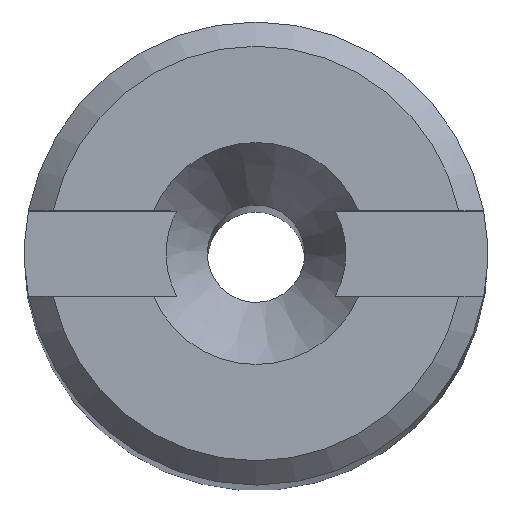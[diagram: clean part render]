
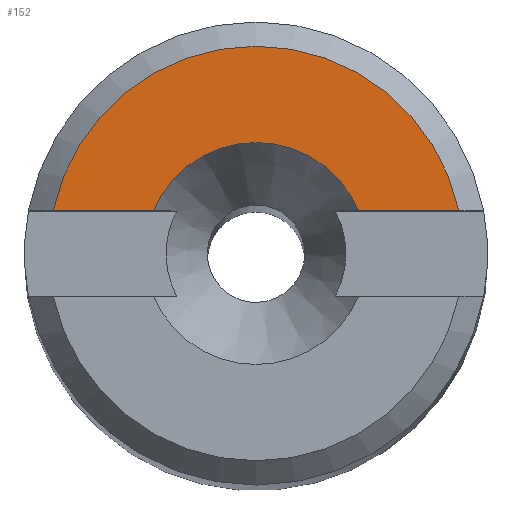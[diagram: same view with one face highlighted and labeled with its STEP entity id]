
A CAD part, top view. The second image highlights one B-rep face of the part: STEP entity #152.
In plain terms, the highlighted planar face has unit normal (0, 0, 1).
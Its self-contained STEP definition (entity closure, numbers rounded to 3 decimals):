
#152=ADVANCED_FACE('',(#205),#194,.F.);
#194=PLANE('',#725);
#205=FACE_OUTER_BOUND('',#231,.T.);
#231=EDGE_LOOP('',(#323,#324,#325,#326));
#290=CIRCLE('',#723,8.522);
#291=CIRCLE('',#724,4.565);
#323=ORIENTED_EDGE('',*,*,#570,.F.);
#324=ORIENTED_EDGE('',*,*,#571,.F.);
#325=ORIENTED_EDGE('',*,*,#572,.F.);
#326=ORIENTED_EDGE('',*,*,#573,.F.);
#505=VERTEX_POINT('',#949);
#506=VERTEX_POINT('',#950);
#507=VERTEX_POINT('',#952);
#508=VERTEX_POINT('',#954);
#570=EDGE_CURVE('',#505,#506,#659,.T.);
#571=EDGE_CURVE('',#507,#505,#290,.T.);
#572=EDGE_CURVE('',#508,#507,#660,.T.);
#573=EDGE_CURVE('',#506,#508,#291,.T.);
#659=LINE('',#948,#674);
#660=LINE('',#953,#675);
#674=VECTOR('',#799,1.);
#675=VECTOR('',#802,1.);
#723=AXIS2_PLACEMENT_3D('',#951,#800,#801);
#724=AXIS2_PLACEMENT_3D('',#955,#803,#804);
#725=AXIS2_PLACEMENT_3D('',#956,#805,#806);
#799=DIRECTION('',(-1.,0.,0.));
#800=DIRECTION('',(0.,0.,-1.));
#801=DIRECTION('',(-1.,0.,0.));
#802=DIRECTION('',(-1.,0.,0.));
#803=DIRECTION('',(0.,0.,1.));
#804=DIRECTION('',(1.,0.,0.));
#805=DIRECTION('',(0.,0.,-1.));
#806=DIRECTION('',(1.,0.,0.));
#948=CARTESIAN_POINT('',(25.,1.75,0.));
#949=CARTESIAN_POINT('',(8.34,1.75,0.));
#950=CARTESIAN_POINT('',(4.216,1.75,0.));
#951=CARTESIAN_POINT('',(0.,0.,0.));
#952=CARTESIAN_POINT('',(-8.34,1.75,0.));
#953=CARTESIAN_POINT('',(25.,1.75,0.));
#954=CARTESIAN_POINT('',(-4.216,1.75,0.));
#955=CARTESIAN_POINT('',(0.,0.,0.));
#956=CARTESIAN_POINT('',(0.,0.,0.));
